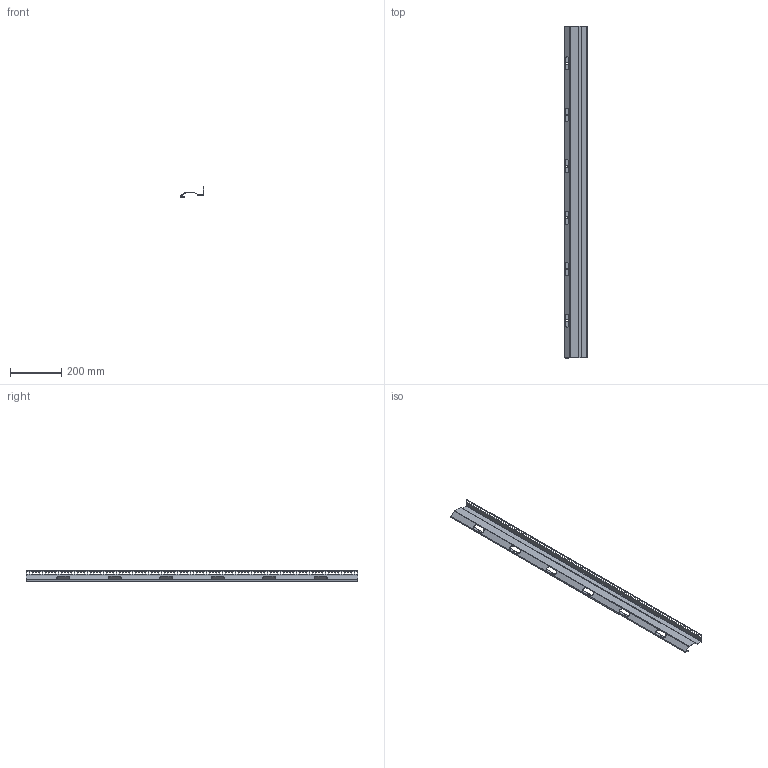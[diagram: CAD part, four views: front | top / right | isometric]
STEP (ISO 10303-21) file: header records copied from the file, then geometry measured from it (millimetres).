
FILE_DESCRIPTION (( 'STEP AP214' ), '1' );
FILE_NAME ('947.014.STEP', '2024-10-04T11:40:18', ( '' ), ( '' ), 'SwSTEP 2.0', 'SolidWorks 2021', '' );
FILE_SCHEMA (( 'AUTOMOTIVE_DESIGN' ));
Length unit declared in the file: millimetre
Products named in the file (1): 947.014
Bounding box: 91.28 x 1290 x 40.5 mm (x, y, z)
Volume: 264721.1 mm3; surface area: 364589.6 mm2
Topology: 1 solids, 1 shells, 512 faces, 1490 edges, 980 vertices
Faces by surface type: plane 472, cylinder 40
Entity records: 17068 total; most frequent: CARTESIAN_POINT 2983, ORIENTED_EDGE 2980, DIRECTION 2596, EDGE_CURVE 1490, LINE 1410, VECTOR 1410, VERTEX_POINT 980, EDGE_LOOP 742
